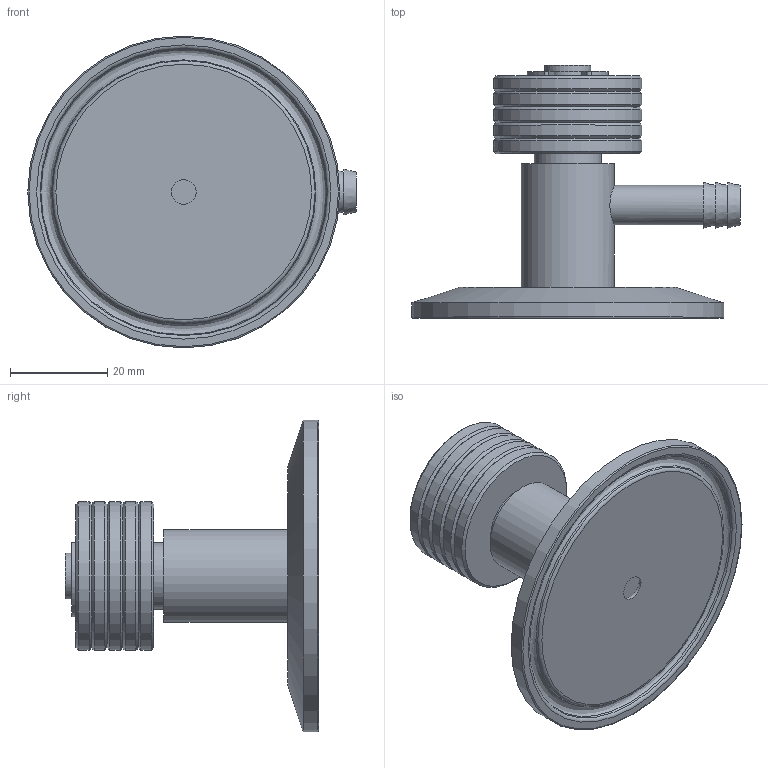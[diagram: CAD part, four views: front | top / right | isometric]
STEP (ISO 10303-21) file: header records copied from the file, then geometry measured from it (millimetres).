
FILE_DESCRIPTION((''),'2;1');
FILE_NAME('OFSV90F - 2.stp','2013-11-25T15:54:41',('Administrator'),(''),'Autodesk Inventor 2010','Autodesk Inventor 2010','');
FILE_SCHEMA(('AUTOMOTIVE_DESIGN { 1 0 10303 214 1 1 1 1 }'));
Length unit declared in the file: inch
Products named in the file (1): OFSV90F - 2_Shrinkwrap_1
Bounding box: 67.4 x 51.94 x 64.01 mm (x, y, z)
Surface area: 14054.6 mm2 (no closed solid volume)
Topology: 0 solids, 9 shells, 67 faces, 147 edges, 96 vertices
Faces by surface type: cylinder 25, plane 22, cone 16, torus 3, bspline 1
Full cylindrical faces by diameter (mm): 4.699 x1, 5.08 x1, 7.696 x1, 7.874 x1, 8.128 x1, 9.017 x1, 9.398 x1, 9.906 x1, 13.716 x1, 19.05 x1, 30.48 x5, 64.008 x1
Entity records: 1908 total; most frequent: CARTESIAN_POINT 417, DIRECTION 316, ORIENTED_EDGE 180, AXIS2_PLACEMENT_3D 143, EDGE_LOOP 117, EDGE_CURVE 110, VERTEX_POINT 95, CIRCLE 76
